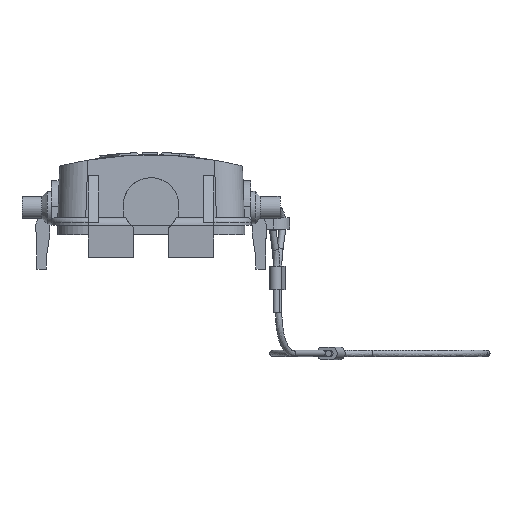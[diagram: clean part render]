
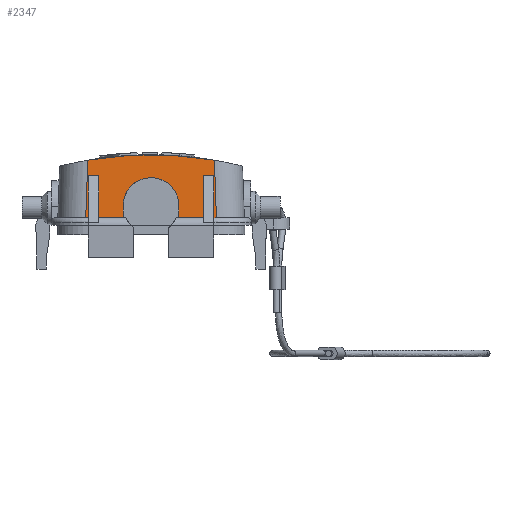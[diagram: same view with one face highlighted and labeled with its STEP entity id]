
A CAD part, left-side view. The second image highlights one B-rep face of the part: STEP entity #2347.
In plain terms, the highlighted planar face has unit normal (-0.999, 0, 0.035).
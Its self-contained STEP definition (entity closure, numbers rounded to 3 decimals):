
#993=ELLIPSE('',#6711,80.049,80.);
#995=ELLIPSE('',#6732,6.004,6.);
#1155=B_SPLINE_CURVE_WITH_KNOTS('',3,(#9488,#9489,#9490,#9491),
 .UNSPECIFIED.,.F.,.F.,(4,4),(0.,1.),.UNSPECIFIED.);
#1156=B_SPLINE_CURVE_WITH_KNOTS('',3,(#9512,#9513,#9514,#9515),
 .UNSPECIFIED.,.F.,.F.,(4,4),(0.,1.),.UNSPECIFIED.);
#1588=LINE('',#9471,#2030);
#1594=LINE('',#9484,#2036);
#1595=LINE('',#9486,#2037);
#1596=LINE('',#9493,#2038);
#1597=LINE('',#9495,#2039);
#1598=LINE('',#9497,#2040);
#1599=LINE('',#9499,#2041);
#1600=LINE('',#9501,#2042);
#1601=LINE('',#9505,#2043);
#1602=LINE('',#9506,#2044);
#1603=LINE('',#9508,#2045);
#1604=LINE('',#9510,#2046);
#2030=VECTOR('',#7319,1.);
#2036=VECTOR('',#7327,1.);
#2037=VECTOR('',#7328,1.);
#2038=VECTOR('',#7329,1.);
#2039=VECTOR('',#7330,1.);
#2040=VECTOR('',#7331,1.);
#2041=VECTOR('',#7332,1.);
#2042=VECTOR('',#7333,1.);
#2043=VECTOR('',#7336,1.);
#2044=VECTOR('',#7337,1.);
#2045=VECTOR('',#7338,1.);
#2046=VECTOR('',#7339,1.);
#2347=ADVANCED_FACE('',(#2812),#2658,.T.);
#2658=PLANE('',#6733);
#2812=FACE_OUTER_BOUND('',#3106,.T.);
#3106=EDGE_LOOP('',(#3734,#3735,#3736,#3737,#3738,#3739,#3740,#3741,#3742,
#3743,#3744,#3745,#3746,#3747,#3748,#3749));
#3734=ORIENTED_EDGE('',*,*,#5861,.T.);
#3735=ORIENTED_EDGE('',*,*,#5737,.T.);
#3736=ORIENTED_EDGE('',*,*,#5862,.T.);
#3737=ORIENTED_EDGE('',*,*,#5863,.F.);
#3738=ORIENTED_EDGE('',*,*,#5864,.F.);
#3739=ORIENTED_EDGE('',*,*,#5865,.T.);
#3740=ORIENTED_EDGE('',*,*,#5866,.T.);
#3741=ORIENTED_EDGE('',*,*,#5867,.T.);
#3742=ORIENTED_EDGE('',*,*,#5868,.T.);
#3743=ORIENTED_EDGE('',*,*,#5869,.F.);
#3744=ORIENTED_EDGE('',*,*,#5870,.T.);
#3745=ORIENTED_EDGE('',*,*,#5855,.T.);
#3746=ORIENTED_EDGE('',*,*,#5871,.T.);
#3747=ORIENTED_EDGE('',*,*,#5872,.F.);
#3748=ORIENTED_EDGE('',*,*,#5873,.T.);
#3749=ORIENTED_EDGE('',*,*,#5874,.T.);
#5181=VERTEX_POINT('',#8961);
#5182=VERTEX_POINT('',#8963);
#5286=VERTEX_POINT('',#9472);
#5287=VERTEX_POINT('',#9473);
#5292=VERTEX_POINT('',#9485);
#5293=VERTEX_POINT('',#9487);
#5294=VERTEX_POINT('',#9492);
#5295=VERTEX_POINT('',#9494);
#5296=VERTEX_POINT('',#9496);
#5297=VERTEX_POINT('',#9498);
#5298=VERTEX_POINT('',#9500);
#5299=VERTEX_POINT('',#9502);
#5300=VERTEX_POINT('',#9504);
#5301=VERTEX_POINT('',#9507);
#5302=VERTEX_POINT('',#9509);
#5303=VERTEX_POINT('',#9511);
#5737=EDGE_CURVE('',#5182,#5181,#993,.T.);
#5855=EDGE_CURVE('',#5286,#5287,#1588,.T.);
#5861=EDGE_CURVE('',#5292,#5182,#1594,.T.);
#5862=EDGE_CURVE('',#5181,#5293,#1595,.T.);
#5863=EDGE_CURVE('',#5294,#5293,#1155,.T.);
#5864=EDGE_CURVE('',#5295,#5294,#1596,.T.);
#5865=EDGE_CURVE('',#5295,#5296,#1597,.T.);
#5866=EDGE_CURVE('',#5296,#5297,#1598,.T.);
#5867=EDGE_CURVE('',#5297,#5298,#1599,.T.);
#5868=EDGE_CURVE('',#5298,#5299,#1600,.T.);
#5869=EDGE_CURVE('',#5300,#5299,#995,.T.);
#5870=EDGE_CURVE('',#5300,#5286,#1601,.T.);
#5871=EDGE_CURVE('',#5287,#5301,#1602,.T.);
#5872=EDGE_CURVE('',#5302,#5301,#1603,.T.);
#5873=EDGE_CURVE('',#5302,#5303,#1604,.T.);
#5874=EDGE_CURVE('',#5303,#5292,#1156,.T.);
#6711=AXIS2_PLACEMENT_3D('',#8962,#7203,#7204);
#6732=AXIS2_PLACEMENT_3D('',#9503,#7334,#7335);
#6733=AXIS2_PLACEMENT_3D('',#9516,#7340,#7341);
#7203=DIRECTION('',(-0.999,0.,0.035));
#7204=DIRECTION('',(-0.035,0.,-0.999));
#7319=DIRECTION('',(0.,-1.,0.));
#7327=DIRECTION('',(0.035,0.035,0.999));
#7328=DIRECTION('',(-0.035,0.035,-0.999));
#7329=DIRECTION('',(-0.035,0.,-0.999));
#7330=DIRECTION('',(0.,-1.,0.));
#7331=DIRECTION('',(-0.035,0.,-0.999));
#7332=DIRECTION('',(0.,-1.,0.));
#7333=DIRECTION('',(0.035,0.,0.999));
#7334=DIRECTION('',(-0.999,0.,0.035));
#7335=DIRECTION('',(0.035,0.,0.999));
#7336=DIRECTION('',(-0.035,0.,-0.999));
#7337=DIRECTION('',(0.035,0.,0.999));
#7338=DIRECTION('',(0.,1.,0.));
#7339=DIRECTION('',(-0.035,0.,-0.999));
#7340=DIRECTION('',(-0.999,0.,0.035));
#7341=DIRECTION('',(0.035,0.,0.999));
#8961=CARTESIAN_POINT('',(-44.862,13.616,16.083));
#8962=CARTESIAN_POINT('',(-47.615,0.,-62.75));
#8963=CARTESIAN_POINT('',(-44.862,-13.616,16.083));
#9471=CARTESIAN_POINT('',(-45.293,13.5,3.75));
#9472=CARTESIAN_POINT('',(-45.293,-6.,3.75));
#9473=CARTESIAN_POINT('',(-45.293,-11.3,3.75));
#9484=CARTESIAN_POINT('',(-45.335,-14.089,2.541));
#9485=CARTESIAN_POINT('',(-45.296,-14.05,3.655));
#9486=CARTESIAN_POINT('',(-45.335,14.089,2.541));
#9487=CARTESIAN_POINT('',(-45.296,14.05,3.655));
#9488=CARTESIAN_POINT('',(-45.297,13.5,3.645));
#9489=CARTESIAN_POINT('',(-45.297,13.683,3.645));
#9490=CARTESIAN_POINT('',(-45.297,13.867,3.648));
#9491=CARTESIAN_POINT('',(-45.296,14.05,3.655));
#9492=CARTESIAN_POINT('',(-45.297,13.5,3.645));
#9493=CARTESIAN_POINT('',(-44.981,13.5,12.691));
#9494=CARTESIAN_POINT('',(-44.981,13.5,12.691));
#9495=CARTESIAN_POINT('',(-44.981,13.5,12.691));
#9496=CARTESIAN_POINT('',(-44.981,11.3,12.691));
#9497=CARTESIAN_POINT('',(-44.981,11.3,12.691));
#9498=CARTESIAN_POINT('',(-45.293,11.3,3.75));
#9499=CARTESIAN_POINT('',(-45.293,13.5,3.75));
#9500=CARTESIAN_POINT('',(-45.293,6.,3.75));
#9501=CARTESIAN_POINT('',(-45.353,6.,2.05));
#9502=CARTESIAN_POINT('',(-45.204,6.,6.3));
#9503=CARTESIAN_POINT('',(-45.204,0.,6.3));
#9504=CARTESIAN_POINT('',(-45.204,-6.,6.3));
#9505=CARTESIAN_POINT('',(-45.353,-6.,2.05));
#9506=CARTESIAN_POINT('',(-45.293,-11.3,3.75));
#9507=CARTESIAN_POINT('',(-44.981,-11.3,12.691));
#9508=CARTESIAN_POINT('',(-44.981,-13.5,12.691));
#9509=CARTESIAN_POINT('',(-44.981,-13.5,12.691));
#9510=CARTESIAN_POINT('',(-45.293,-13.5,3.75));
#9511=CARTESIAN_POINT('',(-45.297,-13.5,3.645));
#9512=CARTESIAN_POINT('',(-45.297,-13.5,3.645));
#9513=CARTESIAN_POINT('',(-45.297,-13.683,3.645));
#9514=CARTESIAN_POINT('',(-45.297,-13.867,3.648));
#9515=CARTESIAN_POINT('',(-45.296,-14.05,3.655));
#9516=CARTESIAN_POINT('',(-45.353,0.,2.05));
